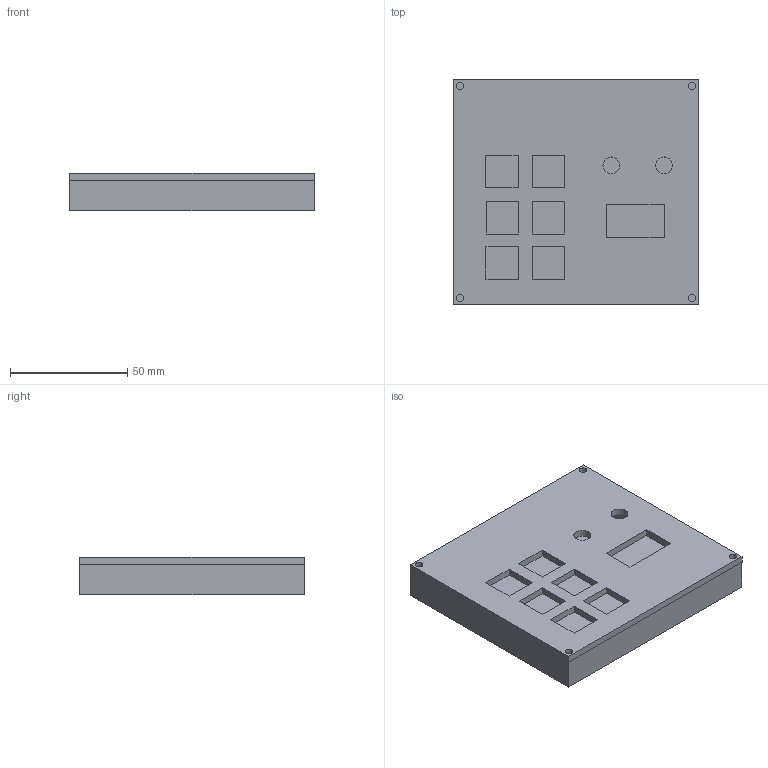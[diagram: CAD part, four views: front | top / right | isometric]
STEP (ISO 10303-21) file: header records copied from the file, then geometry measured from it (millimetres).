
FILE_DESCRIPTION(/* description */ (''),/* implementation_level */ '2;1');
FILE_NAME(/* name */ 'AlistairCase.step',/* time_stamp */ '2025-12-29T21:11:43-05:00',/* author */ (''),/* organization */ (''),/* preprocessor_version */ 'ST-DEVELOPER v20.1',/* originating_system */ 'Autodesk Translation Framework v14.21.0.0',/* authorisation */ '');
FILE_SCHEMA (('AUTOMOTIVE_DESIGN { 1 0 10303 214 3 1 1 }'));
Length unit declared in the file: millimetre
Products named in the file (3): actualmacropadcase; 2025-12-29-18-31-53-462; 2025-12-29-18-32-01-624
Assembly tree (2 placements, depth 2):
  actualmacropadcase
    2025-12-29-18-31-53-462
    2025-12-29-18-32-01-624
Bounding box: 104.5 x 96 x 16 mm (x, y, z)
Volume: 73988.9 mm3; surface area: 48449.8 mm2
Topology: 2 solids, 2 shells, 66 faces, 174 edges, 116 vertices
Faces by surface type: plane 56, cylinder 10
Full cylindrical faces by diameter (mm): 3.2 x8, 7.25 x2
Entity records: 2162 total; most frequent: CARTESIAN_POINT 361, ORIENTED_EDGE 348, DIRECTION 336, EDGE_CURVE 174, LINE 154, VECTOR 154, VERTEX_POINT 116, EDGE_LOOP 96
